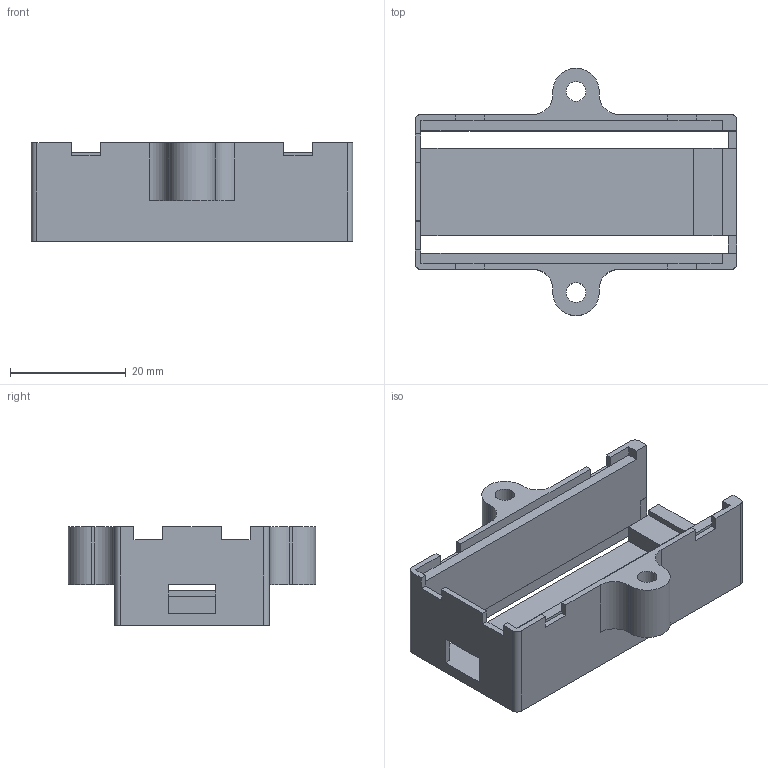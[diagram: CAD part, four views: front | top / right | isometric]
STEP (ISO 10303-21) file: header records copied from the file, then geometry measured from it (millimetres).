
FILE_DESCRIPTION(/* description */ (''),/* implementation_level */ '2;1');
FILE_NAME(/* name */ 'Base.step',/* time_stamp */ '2021-04-10T19:24:15+01:00',/* author */ (''),/* organization */ (''),/* preprocessor_version */ 'ST-DEVELOPER v18.1',/* originating_system */ 'Autodesk Translation Framework v10.6.0.1341',/* authorisation */ '');
FILE_SCHEMA (('AUTOMOTIVE_DESIGN { 1 0 10303 214 3 1 1 }'));
Length unit declared in the file: millimetre
Products named in the file (1): Base
Bounding box: 55.5 x 42.7 x 17 mm (x, y, z)
Volume: 8186.9 mm3; surface area: 7881.5 mm2
Topology: 1 solids, 1 shells, 103 faces, 292 edges, 190 vertices
Faces by surface type: plane 91, cylinder 12
Full cylindrical faces by diameter (mm): 3.4 x2
Entity records: 3331 total; most frequent: CARTESIAN_POINT 586, ORIENTED_EDGE 584, DIRECTION 524, EDGE_CURVE 292, LINE 268, VECTOR 268, VERTEX_POINT 190, AXIS2_PLACEMENT_3D 128
